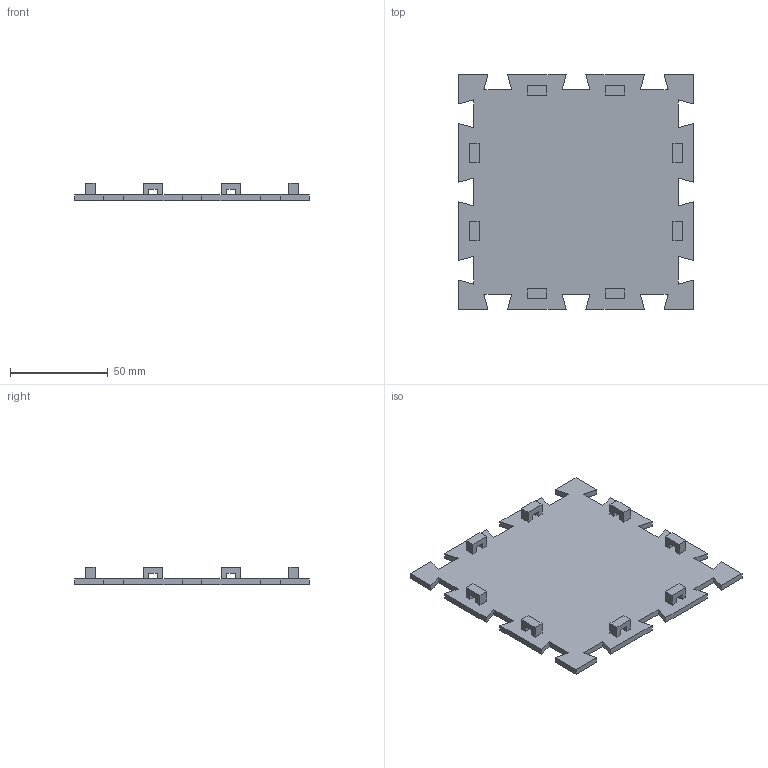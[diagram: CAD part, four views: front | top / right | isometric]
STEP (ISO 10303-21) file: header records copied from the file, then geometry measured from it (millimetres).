
FILE_DESCRIPTION(/* description */ (''),/* implementation_level */ '2;1');
FILE_NAME(/* name */ '0 base_tile v11.step',/* time_stamp */ '2024-10-01T12:24:39+02:00',/* author */ (''),/* organization */ (''),/* preprocessor_version */ 'ST-DEVELOPER v20',/* originating_system */ 'Autodesk Translation Framework v13.20.0.188',/* authorisation */ '');
FILE_SCHEMA (('AUTOMOTIVE_DESIGN { 1 0 10303 214 3 1 1 }'));
Length unit declared in the file: millimetre
Products named in the file (1): 0 base_tile
Bounding box: 120 x 120 x 9 mm (x, y, z)
Volume: 41714.1 mm3; surface area: 30995.3 mm2
Topology: 9 solids, 9 shells, 134 faces, 348 edges, 232 vertices
Faces by surface type: plane 134
Entity records: 4037 total; most frequent: CARTESIAN_POINT 715, ORIENTED_EDGE 696, DIRECTION 618, LINE 348, VECTOR 348, EDGE_CURVE 348, VERTEX_POINT 232, AXIS2_PLACEMENT_3D 135
